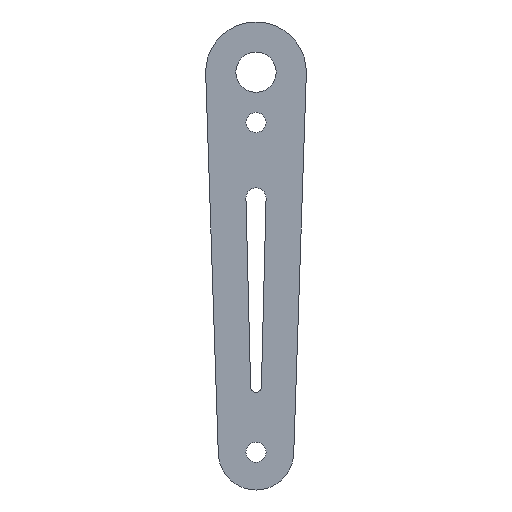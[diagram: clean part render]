
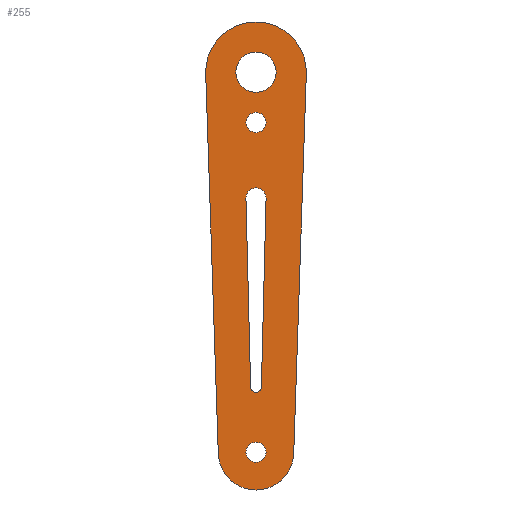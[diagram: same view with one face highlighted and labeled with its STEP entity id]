
A CAD part, front view. The second image highlights one B-rep face of the part: STEP entity #255.
In plain terms, the highlighted planar face has unit normal (0, -1, 0).
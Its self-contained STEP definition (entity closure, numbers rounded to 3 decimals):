
#19=FACE_BOUND('',#59,.T.);
#20=FACE_BOUND('',#60,.T.);
#21=FACE_BOUND('',#61,.T.);
#22=FACE_BOUND('',#62,.T.);
#28=PLANE('',#305);
#41=FACE_OUTER_BOUND('',#58,.T.);
#58=EDGE_LOOP('',(#225,#226,#227,#228));
#59=EDGE_LOOP('',(#229));
#60=EDGE_LOOP('',(#230));
#61=EDGE_LOOP('',(#231));
#62=EDGE_LOOP('',(#232,#233,#234,#235));
#65=LINE('',#393,#84);
#69=LINE('',#404,#88);
#76=LINE('',#435,#95);
#80=LINE('',#446,#99);
#84=VECTOR('',#318,10.);
#88=VECTOR('',#330,10.);
#95=VECTOR('',#363,10.);
#99=VECTOR('',#375,10.);
#101=CIRCLE('',#280,2.14);
#103=CIRCLE('',#284,4.);
#106=CIRCLE('',#289,4.);
#108=CIRCLE('',#292,4.);
#110=CIRCLE('',#295,8.);
#111=CIRCLE('',#297,15.);
#113=CIRCLE('',#301,20.);
#115=VERTEX_POINT('',#383);
#116=VERTEX_POINT('',#384);
#119=VERTEX_POINT('',#392);
#121=VERTEX_POINT('',#398);
#124=VERTEX_POINT('',#409);
#126=VERTEX_POINT('',#415);
#128=VERTEX_POINT('',#421);
#129=VERTEX_POINT('',#425);
#130=VERTEX_POINT('',#426);
#133=VERTEX_POINT('',#434);
#135=VERTEX_POINT('',#440);
#137=EDGE_CURVE('',#115,#116,#101,.T.);
#141=EDGE_CURVE('',#119,#115,#65,.T.);
#144=EDGE_CURVE('',#121,#119,#103,.T.);
#147=EDGE_CURVE('',#116,#121,#69,.T.);
#151=EDGE_CURVE('',#124,#124,#106,.T.);
#154=EDGE_CURVE('',#126,#126,#108,.T.);
#157=EDGE_CURVE('',#128,#128,#110,.T.);
#158=EDGE_CURVE('',#129,#130,#111,.T.);
#162=EDGE_CURVE('',#133,#129,#76,.T.);
#165=EDGE_CURVE('',#135,#133,#113,.T.);
#168=EDGE_CURVE('',#130,#135,#80,.T.);
#225=ORIENTED_EDGE('',*,*,#168,.F.);
#226=ORIENTED_EDGE('',*,*,#158,.F.);
#227=ORIENTED_EDGE('',*,*,#162,.F.);
#228=ORIENTED_EDGE('',*,*,#165,.F.);
#229=ORIENTED_EDGE('',*,*,#157,.F.);
#230=ORIENTED_EDGE('',*,*,#154,.F.);
#231=ORIENTED_EDGE('',*,*,#151,.F.);
#232=ORIENTED_EDGE('',*,*,#147,.F.);
#233=ORIENTED_EDGE('',*,*,#137,.F.);
#234=ORIENTED_EDGE('',*,*,#141,.F.);
#235=ORIENTED_EDGE('',*,*,#144,.F.);
#255=ADVANCED_FACE('',(#41,#19,#20,#21,#22),#28,.F.);
#280=AXIS2_PLACEMENT_3D('',#385,#310,#311);
#284=AXIS2_PLACEMENT_3D('',#399,#323,#324);
#289=AXIS2_PLACEMENT_3D('',#411,#337,#338);
#292=AXIS2_PLACEMENT_3D('',#417,#344,#345);
#295=AXIS2_PLACEMENT_3D('',#423,#351,#352);
#297=AXIS2_PLACEMENT_3D('',#427,#355,#356);
#301=AXIS2_PLACEMENT_3D('',#441,#368,#369);
#305=AXIS2_PLACEMENT_3D('',#449,#379,#380);
#310=DIRECTION('center_axis',(0.,-1.,0.));
#311=DIRECTION('ref_axis',(1.,0.,0.));
#318=DIRECTION('',(0.025,0.,-1.));
#323=DIRECTION('center_axis',(0.,-1.,0.));
#324=DIRECTION('ref_axis',(1.,0.,0.));
#330=DIRECTION('',(0.025,0.,1.));
#337=DIRECTION('center_axis',(0.,-1.,0.));
#338=DIRECTION('ref_axis',(1.,0.,0.));
#344=DIRECTION('center_axis',(0.,-1.,0.));
#345=DIRECTION('ref_axis',(1.,0.,0.));
#351=DIRECTION('center_axis',(0.,-1.,0.));
#352=DIRECTION('ref_axis',(1.,0.,0.));
#355=DIRECTION('center_axis',(0.,1.,0.));
#356=DIRECTION('ref_axis',(1.,0.,0.));
#363=DIRECTION('',(-0.033,0.,-0.999));
#368=DIRECTION('center_axis',(0.,1.,0.));
#369=DIRECTION('ref_axis',(-0.999,0.,-0.033));
#375=DIRECTION('',(-0.033,0.,0.999));
#379=DIRECTION('center_axis',(0.,1.,0.));
#380=DIRECTION('ref_axis',(0.,0.,1.));
#383=CARTESIAN_POINT('',(-2.14,0.,-124.98));
#384=CARTESIAN_POINT('',(2.14,0.,-124.98));
#385=CARTESIAN_POINT('Origin',(0.,0.,-125.));
#392=CARTESIAN_POINT('',(-3.999,0.,-50.099));
#393=CARTESIAN_POINT('',(-3.999,0.,-50.099));
#398=CARTESIAN_POINT('',(3.999,0.,-50.099));
#399=CARTESIAN_POINT('Origin',(0.,0.,-50.));
#404=CARTESIAN_POINT('',(2.14,0.,-124.98));
#409=CARTESIAN_POINT('',(-4.,0.,-20.));
#411=CARTESIAN_POINT('Origin',(0.,0.,-20.));
#415=CARTESIAN_POINT('',(-4.,0.,-151.));
#417=CARTESIAN_POINT('Origin',(0.,0.,-151.));
#421=CARTESIAN_POINT('',(-8.,0.,0.));
#423=CARTESIAN_POINT('Origin',(0.,0.,0.));
#425=CARTESIAN_POINT('',(15.,0.,-151.));
#426=CARTESIAN_POINT('',(-15.,0.,-151.));
#427=CARTESIAN_POINT('Origin',(0.,0.,-151.));
#434=CARTESIAN_POINT('',(19.989,0.,-0.663));
#435=CARTESIAN_POINT('',(19.989,0.,-0.663));
#440=CARTESIAN_POINT('',(-19.989,0.,-0.663));
#441=CARTESIAN_POINT('Origin',(0.,0.,0.));
#446=CARTESIAN_POINT('',(-15.,0.,-151.));
#449=CARTESIAN_POINT('Origin',(0.,0.,-73.));
